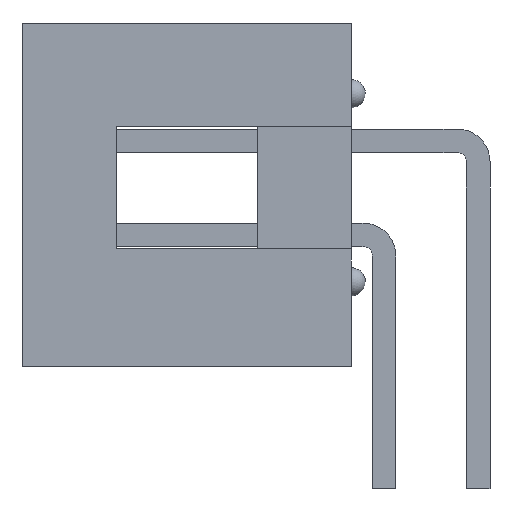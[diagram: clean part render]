
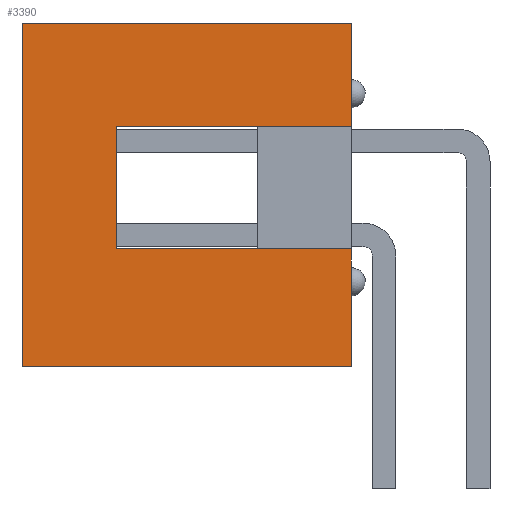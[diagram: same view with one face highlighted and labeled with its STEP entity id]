
A CAD part, left-side view. The second image highlights one B-rep face of the part: STEP entity #3390.
In plain terms, the highlighted planar face has unit normal (-1, 0, 0).
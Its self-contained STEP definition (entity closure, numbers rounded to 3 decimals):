
#168=FACE_OUTER_BOUND('',#376,.T.);
#376=EDGE_LOOP('',(#2434,#2435,#2436,#2437,#2438,#2439,#2440,#2441));
#589=LINE('',#4859,#1025);
#594=LINE('',#4870,#1030);
#634=LINE('',#4947,#1070);
#641=LINE('',#4961,#1077);
#646=LINE('',#4969,#1082);
#647=LINE('',#4970,#1083);
#654=LINE('',#4990,#1090);
#656=LINE('',#4993,#1092);
#1025=VECTOR('',#3901,6.35);
#1030=VECTOR('',#3910,6.35);
#1070=VECTOR('',#3980,3.302);
#1077=VECTOR('',#3993,8.89);
#1082=VECTOR('',#4000,2.794);
#1083=VECTOR('',#4001,3.175);
#1090=VECTOR('',#4018,9.271);
#1092=VECTOR('',#4022,8.89);
#1448=VERTEX_POINT('',#4850);
#1452=VERTEX_POINT('',#4857);
#1455=VERTEX_POINT('',#4867);
#1456=VERTEX_POINT('',#4869);
#1481=VERTEX_POINT('',#4958);
#1482=VERTEX_POINT('',#4960);
#1484=VERTEX_POINT('',#4967);
#1489=VERTEX_POINT('',#4980);
#1779=EDGE_CURVE('',#1452,#1448,#589,.T.);
#1784=EDGE_CURVE('',#1456,#1455,#594,.T.);
#1824=EDGE_CURVE('',#1452,#1456,#634,.T.);
#1831=EDGE_CURVE('',#1481,#1482,#641,.T.);
#1836=EDGE_CURVE('',#1484,#1455,#646,.T.);
#1837=EDGE_CURVE('',#1448,#1481,#647,.T.);
#1848=EDGE_CURVE('',#1482,#1489,#654,.T.);
#1850=EDGE_CURVE('',#1489,#1484,#656,.T.);
#2434=ORIENTED_EDGE('',*,*,#1848,.F.);
#2435=ORIENTED_EDGE('',*,*,#1831,.F.);
#2436=ORIENTED_EDGE('',*,*,#1837,.F.);
#2437=ORIENTED_EDGE('',*,*,#1779,.F.);
#2438=ORIENTED_EDGE('',*,*,#1824,.T.);
#2439=ORIENTED_EDGE('',*,*,#1784,.T.);
#2440=ORIENTED_EDGE('',*,*,#1836,.F.);
#2441=ORIENTED_EDGE('',*,*,#1850,.F.);
#3210=PLANE('',#3620);
#3390=ADVANCED_FACE('',(#168),#3210,.F.);
#3620=AXIS2_PLACEMENT_3D('',#4996,#4026,#4027);
#3901=DIRECTION('',(0.,-1.,0.));
#3910=DIRECTION('',(0.,-1.,0.));
#3980=DIRECTION('',(0.,0.,1.));
#3993=DIRECTION('',(0.,1.,0.));
#4000=DIRECTION('',(0.,0.,-1.));
#4001=DIRECTION('',(0.,0.,-1.));
#4018=DIRECTION('',(0.,0.,1.));
#4022=DIRECTION('',(0.,-1.,0.));
#4026=DIRECTION('center_axis',(1.,0.,0.));
#4027=DIRECTION('ref_axis',(0.,0.,-1.));
#4850=CARTESIAN_POINT('',(-10.16,2.159,3.175));
#4857=CARTESIAN_POINT('',(-10.16,8.509,3.175));
#4859=CARTESIAN_POINT('',(-10.16,8.509,3.175));
#4867=CARTESIAN_POINT('',(-10.16,2.159,6.477));
#4869=CARTESIAN_POINT('',(-10.16,8.509,6.477));
#4870=CARTESIAN_POINT('',(-10.16,8.509,6.477));
#4947=CARTESIAN_POINT('',(-10.16,8.509,4.826));
#4958=CARTESIAN_POINT('',(-10.16,2.159,0.));
#4960=CARTESIAN_POINT('',(-10.16,11.049,0.));
#4961=CARTESIAN_POINT('',(-10.16,2.159,0.));
#4967=CARTESIAN_POINT('',(-10.16,2.159,9.271));
#4969=CARTESIAN_POINT('',(-10.16,2.159,9.271));
#4970=CARTESIAN_POINT('',(-10.16,2.159,9.271));
#4980=CARTESIAN_POINT('',(-10.16,11.049,9.271));
#4990=CARTESIAN_POINT('',(-10.16,11.049,0.));
#4993=CARTESIAN_POINT('',(-10.16,11.049,9.271));
#4996=CARTESIAN_POINT('Origin',(-10.16,2.159,4.826));
